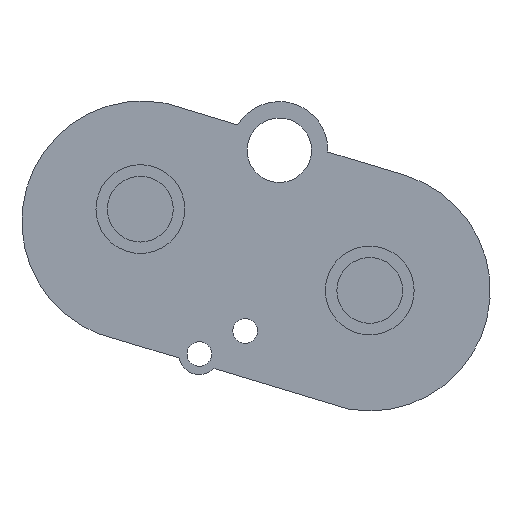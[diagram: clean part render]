
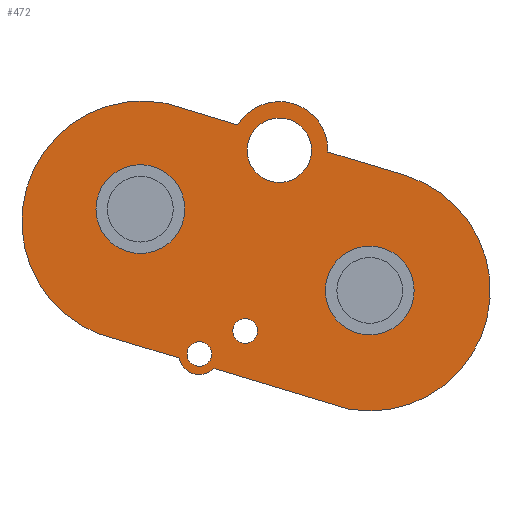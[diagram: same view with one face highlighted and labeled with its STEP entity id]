
A CAD part, front view. The second image highlights one B-rep face of the part: STEP entity #472.
In plain terms, the highlighted planar face has unit normal (0, -1, 0).
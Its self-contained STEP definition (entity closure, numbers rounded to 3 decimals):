
#30=FACE_BOUND('',#103,.T.);
#31=FACE_BOUND('',#104,.T.);
#32=FACE_BOUND('',#105,.T.);
#33=FACE_BOUND('',#106,.T.);
#34=FACE_BOUND('',#107,.T.);
#41=PLANE('',#537);
#62=FACE_OUTER_BOUND('',#102,.T.);
#102=EDGE_LOOP('',(#373,#374,#375,#376,#377,#378,#379,#380));
#103=EDGE_LOOP('',(#381));
#104=EDGE_LOOP('',(#382));
#105=EDGE_LOOP('',(#383));
#106=EDGE_LOOP('',(#384));
#107=EDGE_LOOP('',(#385));
#133=LINE('',#756,#162);
#139=LINE('',#1261,#168);
#140=LINE('',#1265,#169);
#141=LINE('',#1269,#170);
#162=VECTOR('',#607,10.);
#168=VECTOR('',#647,10.);
#169=VECTOR('',#650,10.);
#170=VECTOR('',#653,10.);
#183=CIRCLE('',#505,0.75);
#185=CIRCLE('',#508,0.75);
#187=CIRCLE('',#511,1.25);
#205=CIRCLE('',#538,7.326);
#206=CIRCLE('',#539,2.957);
#207=CIRCLE('',#540,7.326);
#208=CIRCLE('',#541,2.7);
#209=CIRCLE('',#542,2.7);
#210=CIRCLE('',#543,1.957);
#213=VERTEX_POINT('',#714);
#215=VERTEX_POINT('',#720);
#217=VERTEX_POINT('',#726);
#219=VERTEX_POINT('',#729);
#230=VERTEX_POINT('',#755);
#245=VERTEX_POINT('',#1260);
#246=VERTEX_POINT('',#1262);
#247=VERTEX_POINT('',#1264);
#248=VERTEX_POINT('',#1266);
#249=VERTEX_POINT('',#1268);
#250=VERTEX_POINT('',#1271);
#251=VERTEX_POINT('',#1273);
#252=VERTEX_POINT('',#1275);
#255=EDGE_CURVE('',#213,#213,#183,.T.);
#258=EDGE_CURVE('',#215,#215,#185,.T.);
#262=EDGE_CURVE('',#217,#219,#187,.T.);
#275=EDGE_CURVE('',#230,#219,#133,.T.);
#295=EDGE_CURVE('',#217,#245,#139,.T.);
#296=EDGE_CURVE('',#246,#245,#205,.T.);
#297=EDGE_CURVE('',#247,#246,#140,.T.);
#298=EDGE_CURVE('',#248,#247,#206,.T.);
#299=EDGE_CURVE('',#249,#248,#141,.T.);
#300=EDGE_CURVE('',#230,#249,#207,.T.);
#301=EDGE_CURVE('',#250,#250,#208,.T.);
#302=EDGE_CURVE('',#251,#251,#209,.T.);
#303=EDGE_CURVE('',#252,#252,#210,.T.);
#373=ORIENTED_EDGE('',*,*,#295,.T.);
#374=ORIENTED_EDGE('',*,*,#296,.F.);
#375=ORIENTED_EDGE('',*,*,#297,.F.);
#376=ORIENTED_EDGE('',*,*,#298,.F.);
#377=ORIENTED_EDGE('',*,*,#299,.F.);
#378=ORIENTED_EDGE('',*,*,#300,.F.);
#379=ORIENTED_EDGE('',*,*,#275,.T.);
#380=ORIENTED_EDGE('',*,*,#262,.F.);
#381=ORIENTED_EDGE('',*,*,#255,.T.);
#382=ORIENTED_EDGE('',*,*,#258,.T.);
#383=ORIENTED_EDGE('',*,*,#301,.T.);
#384=ORIENTED_EDGE('',*,*,#302,.T.);
#385=ORIENTED_EDGE('',*,*,#303,.T.);
#472=ADVANCED_FACE('',(#62,#30,#31,#32,#33,#34),#41,.F.);
#505=AXIS2_PLACEMENT_3D('',#715,#567,#568);
#508=AXIS2_PLACEMENT_3D('',#721,#574,#575);
#511=AXIS2_PLACEMENT_3D('',#730,#582,#583);
#537=AXIS2_PLACEMENT_3D('',#1259,#645,#646);
#538=AXIS2_PLACEMENT_3D('',#1263,#648,#649);
#539=AXIS2_PLACEMENT_3D('',#1267,#651,#652);
#540=AXIS2_PLACEMENT_3D('',#1270,#654,#655);
#541=AXIS2_PLACEMENT_3D('',#1272,#656,#657);
#542=AXIS2_PLACEMENT_3D('',#1274,#658,#659);
#543=AXIS2_PLACEMENT_3D('',#1276,#660,#661);
#567=DIRECTION('center_axis',(0.,1.,0.));
#568=DIRECTION('ref_axis',(-1.,0.,0.));
#574=DIRECTION('center_axis',(0.,1.,0.));
#575=DIRECTION('ref_axis',(-1.,0.,0.));
#582=DIRECTION('center_axis',(0.,1.,0.));
#583=DIRECTION('ref_axis',(-1.,0.,0.));
#607=DIRECTION('',(0.958,0.,-0.288));
#645=DIRECTION('center_axis',(0.,1.,0.));
#646=DIRECTION('ref_axis',(-1.,0.,0.));
#647=DIRECTION('',(0.958,0.,-0.288));
#648=DIRECTION('center_axis',(0.,1.,0.));
#649=DIRECTION('ref_axis',(0.287,0.,0.958));
#650=DIRECTION('',(0.958,0.,-0.288));
#651=DIRECTION('center_axis',(0.,1.,0.));
#652=DIRECTION('ref_axis',(-1.,0.,0.));
#653=DIRECTION('',(0.958,0.,-0.288));
#654=DIRECTION('center_axis',(0.,1.,0.));
#655=DIRECTION('ref_axis',(-0.355,0.,-0.935));
#656=DIRECTION('center_axis',(0.,1.,0.));
#657=DIRECTION('ref_axis',(-1.,0.,0.));
#658=DIRECTION('center_axis',(0.,1.,0.));
#659=DIRECTION('ref_axis',(-1.,0.,0.));
#660=DIRECTION('center_axis',(0.,1.,0.));
#661=DIRECTION('ref_axis',(-1.,0.,0.));
#714=CARTESIAN_POINT('',(19.212,0.053,15.394));
#715=CARTESIAN_POINT('Origin',(18.462,0.053,15.394));
#720=CARTESIAN_POINT('',(16.43,0.053,13.985));
#721=CARTESIAN_POINT('Origin',(15.68,0.053,13.985));
#726=CARTESIAN_POINT('',(16.567,0.053,13.105));
#729=CARTESIAN_POINT('',(14.454,0.053,13.741));
#730=CARTESIAN_POINT('Origin',(15.68,0.053,13.985));
#755=CARTESIAN_POINT('',(9.608,0.053,15.2));
#756=CARTESIAN_POINT('',(9.608,0.053,15.2));
#1259=CARTESIAN_POINT('Origin',(-2.288,0.053,32.405));
#1260=CARTESIAN_POINT('',(24.766,0.053,10.637));
#1261=CARTESIAN_POINT('',(9.608,0.053,15.2));
#1262=CARTESIAN_POINT('',(28.144,0.053,24.868));
#1263=CARTESIAN_POINT('Origin',(26.039,0.053,17.851));
#1264=CARTESIAN_POINT('',(23.493,0.053,26.268));
#1265=CARTESIAN_POINT('',(23.493,0.053,26.268));
#1266=CARTESIAN_POINT('',(18.012,0.053,27.918));
#1267=CARTESIAN_POINT('Origin',(20.538,0.053,26.379));
#1268=CARTESIAN_POINT('',(13.652,0.053,29.23));
#1269=CARTESIAN_POINT('',(13.652,0.053,29.23));
#1270=CARTESIAN_POINT('Origin',(12.21,0.053,22.048));
#1271=CARTESIAN_POINT('',(14.791,0.053,22.798));
#1272=CARTESIAN_POINT('Origin',(12.09,0.053,22.798));
#1273=CARTESIAN_POINT('',(28.739,0.053,17.851));
#1274=CARTESIAN_POINT('Origin',(26.039,0.053,17.851));
#1275=CARTESIAN_POINT('',(22.495,0.053,26.379));
#1276=CARTESIAN_POINT('Origin',(20.538,0.053,26.379));
